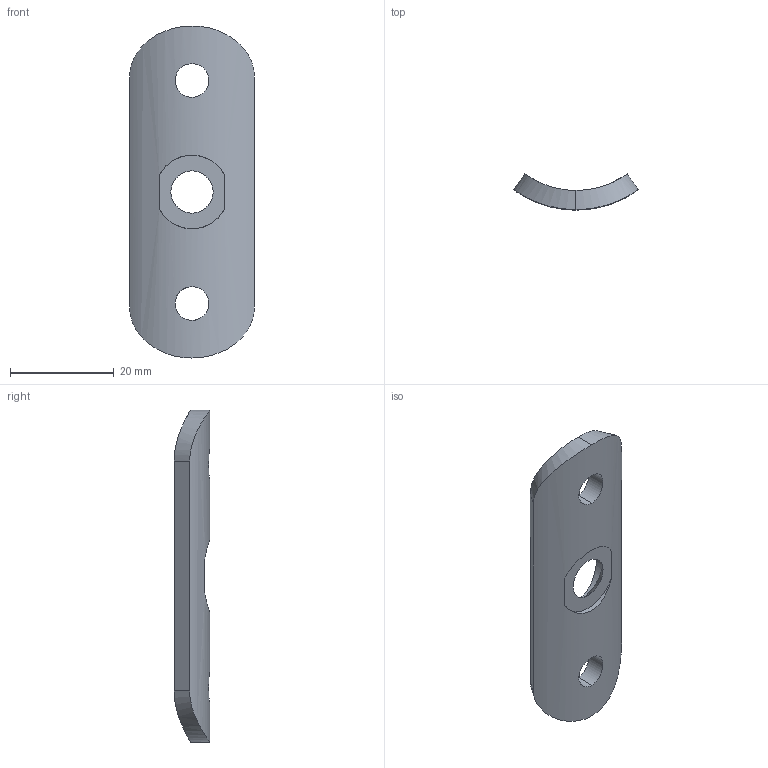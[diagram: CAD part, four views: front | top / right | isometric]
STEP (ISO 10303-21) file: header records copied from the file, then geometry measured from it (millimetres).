
FILE_DESCRIPTION (( 'STEP AP203' ), '1' );
FILE_NAME ('A_1800-033.STEP', '2023-07-06T07:58:29', ( '' ), ( '' ), 'SwSTEP 2.0', 'SolidWorks 2019', '' );
FILE_SCHEMA (( 'CONFIG_CONTROL_DESIGN' ));
Length unit declared in the file: millimetre
Products named in the file (1): A_1800-033
Bounding box: 24.03 x 6.88 x 64 mm (x, y, z)
Volume: 4499.5 mm3; surface area: 3357.9 mm2
Topology: 1 solids, 1 shells, 19 faces, 46 edges, 30 vertices
Faces by surface type: cylinder 10, bspline 4, plane 3, cone 2
Entity records: 1541 total; most frequent: CARTESIAN_POINT 1050, ORIENTED_EDGE 92, DIRECTION 64, EDGE_CURVE 46, VERTEX_POINT 30, EDGE_LOOP 26, AXIS2_PLACEMENT_3D 22, VECTOR 20
